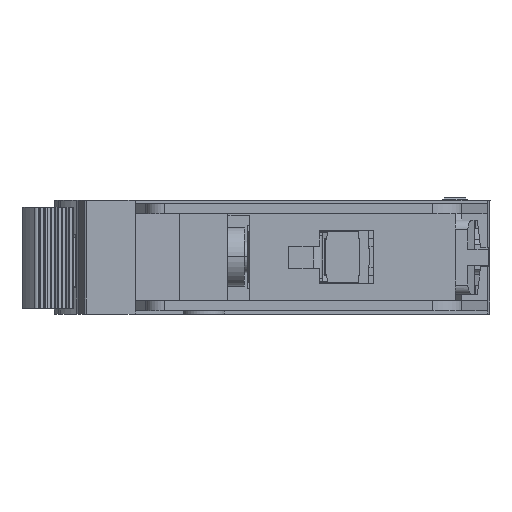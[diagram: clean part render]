
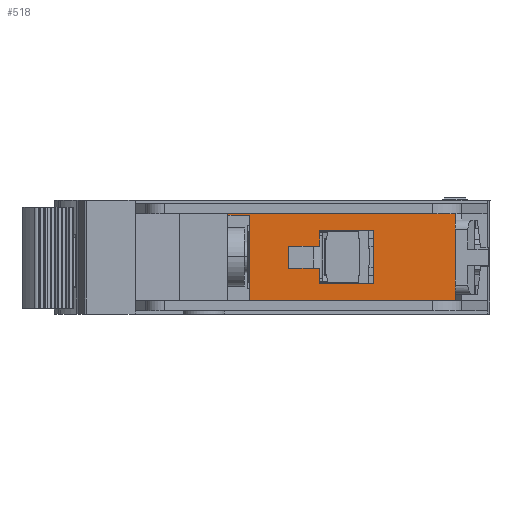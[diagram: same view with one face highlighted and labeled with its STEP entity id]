
A CAD part, front view. The second image highlights one B-rep face of the part: STEP entity #518.
In plain terms, the highlighted planar face has unit normal (0, -1, 0).
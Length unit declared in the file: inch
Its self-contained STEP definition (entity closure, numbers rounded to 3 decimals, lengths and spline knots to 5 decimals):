
#204 = ORIENTED_EDGE ( 'NONE', *, *, #28460, .F. ) ;
#518 = ADVANCED_FACE ( 'NONE', ( #12860, #35953 ), #7064, .T. ) ;
#767 = ORIENTED_EDGE ( 'NONE', *, *, #29237, .F. ) ;
#1418 = CARTESIAN_POINT ( 'NONE',  ( 1.22441, -1.59447, 0.17913 ) ) ;
#2204 = EDGE_CURVE ( 'NONE', #17047, #10484, #28922, .T. ) ;
#2207 = EDGE_CURVE ( 'NONE', #30804, #17047, #32125, .T. ) ;
#2531 = EDGE_LOOP ( 'NONE', ( #29198, #32948, #3890, #204, #22719, #20265, #15924, #30996 ) ) ;
#2582 = DIRECTION ( 'NONE',  ( 0., 0., 1. ) ) ;
#2610 = CARTESIAN_POINT ( 'NONE',  ( 0.69217, -1.59448, -4.2443 ) ) ;
#2931 = CARTESIAN_POINT ( 'NONE',  ( 0.29313, -1.59448, 0.07283 ) ) ;
#3379 = EDGE_LOOP ( 'NONE', ( #767, #16905, #31711, #6384, #32108, #9496, #11247, #6813 ) ) ;
#3595 = DIRECTION ( 'NONE',  ( 0., 0., 1. ) ) ;
#3890 = ORIENTED_EDGE ( 'NONE', *, *, #35839, .F. ) ;
#3955 = DIRECTION ( 'NONE',  ( 0., 0., -1. ) ) ;
#4023 = VERTEX_POINT ( 'NONE', #28217 ) ;
#4505 = VERTEX_POINT ( 'NONE', #26990 ) ;
#4983 = CARTESIAN_POINT ( 'NONE',  ( 1.73229, -1.59447, 0.61614 ) ) ;
#5398 = CARTESIAN_POINT ( 'NONE',  ( 0.88583, -1.59447, 0.17913 ) ) ;
#5965 = EDGE_CURVE ( 'NONE', #25359, #10669, #22340, .T. ) ;
#5980 = EDGE_CURVE ( 'NONE', #18182, #14434, #11065, .T. ) ;
#6014 = VERTEX_POINT ( 'NONE', #22872 ) ;
#6100 = DIRECTION ( 'NONE',  ( 1., 0., 0. ) ) ;
#6384 = ORIENTED_EDGE ( 'NONE', *, *, #32252, .F. ) ;
#6416 = CARTESIAN_POINT ( 'NONE',  ( 0.44884, -1.59448, 0.07283 ) ) ;
#6813 = ORIENTED_EDGE ( 'NONE', *, *, #13066, .F. ) ;
#6871 = DIRECTION ( 'NONE',  ( 0., -1., 0. ) ) ;
#6882 = DIRECTION ( 'NONE',  ( -1., 0., 0. ) ) ;
#7064 = PLANE ( 'NONE',  #11748 ) ;
#8624 = EDGE_CURVE ( 'NONE', #30430, #4023, #13560, .T. ) ;
#9496 = ORIENTED_EDGE ( 'NONE', *, *, #2204, .F. ) ;
#9990 = DIRECTION ( 'NONE',  ( 0., 0., -1. ) ) ;
#10344 = VERTEX_POINT ( 'NONE', #23641 ) ;
#10462 = CARTESIAN_POINT ( 'NONE',  ( 0.31498, -1.59448, 0.07283 ) ) ;
#10484 = VERTEX_POINT ( 'NONE', #29569 ) ;
#10669 = VERTEX_POINT ( 'NONE', #1418 ) ;
#10882 = CARTESIAN_POINT ( 'NONE',  ( 0.29313, -1.59448, 0.98361 ) ) ;
#11065 = LINE ( 'NONE', #10882, #32567 ) ;
#11243 = LINE ( 'NONE', #2610, #31613 ) ;
#11247 = ORIENTED_EDGE ( 'NONE', *, *, #2207, .F. ) ;
#11570 = CARTESIAN_POINT ( 'NONE',  ( 0.29313, -1.59448, 0.07283 ) ) ;
#11748 = AXIS2_PLACEMENT_3D ( 'NONE', #15494, #6871, #32770 ) ;
#12448 = CARTESIAN_POINT ( 'NONE',  ( -0.26376, -1.59449, 0.50984 ) ) ;
#12706 = LINE ( 'NONE', #18708, #21415 ) ;
#12860 = FACE_OUTER_BOUND ( 'NONE', #3379, .T. ) ;
#13066 = EDGE_CURVE ( 'NONE', #4505, #30804, #14380, .T. ) ;
#13560 = LINE ( 'NONE', #25018, #36635 ) ;
#13807 = VERTEX_POINT ( 'NONE', #23270 ) ;
#14053 = DIRECTION ( 'NONE',  ( 1., 0., 0. ) ) ;
#14380 = LINE ( 'NONE', #11570, #31627 ) ;
#14434 = VERTEX_POINT ( 'NONE', #35926 ) ;
#14845 = DIRECTION ( 'NONE',  ( -1., 0., 0. ) ) ;
#14874 = VECTOR ( 'NONE', #33986, 39.37008 ) ;
#14941 = EDGE_CURVE ( 'NONE', #6014, #10344, #25344, .T. ) ;
#15397 = VECTOR ( 'NONE', #6100, 39.37008 ) ;
#15494 = CARTESIAN_POINT ( 'NONE',  ( -0.26376, -1.59449, -4.24415 ) ) ;
#15899 = VECTOR ( 'NONE', #9990, 39.37008 ) ;
#15924 = ORIENTED_EDGE ( 'NONE', *, *, #14941, .F. ) ;
#16905 = ORIENTED_EDGE ( 'NONE', *, *, #29410, .F. ) ;
#17047 = VERTEX_POINT ( 'NONE', #20359 ) ;
#17568 = EDGE_CURVE ( 'NONE', #10344, #25359, #21074, .T. ) ;
#18182 = VERTEX_POINT ( 'NONE', #2931 ) ;
#18708 = CARTESIAN_POINT ( 'NONE',  ( 1.73229, -1.59447, 0. ) ) ;
#19282 = EDGE_CURVE ( 'NONE', #4023, #30501, #21145, .T. ) ;
#20265 = ORIENTED_EDGE ( 'NONE', *, *, #17568, .F. ) ;
#20283 = VECTOR ( 'NONE', #3595, 39.37008 ) ;
#20359 = CARTESIAN_POINT ( 'NONE',  ( 0.44884, -1.59448, 0.6063 ) ) ;
#21074 = LINE ( 'NONE', #32342, #15899 ) ;
#21145 = LINE ( 'NONE', #21327, #22228 ) ;
#21327 = CARTESIAN_POINT ( 'NONE',  ( -0.26376, -1.59449, 0.41339 ) ) ;
#21415 = VECTOR ( 'NONE', #30147, 39.37008 ) ;
#21755 = VECTOR ( 'NONE', #26903, 39.37008 ) ;
#22228 = VECTOR ( 'NONE', #6882, 39.37008 ) ;
#22340 = LINE ( 'NONE', #25145, #33777 ) ;
#22719 = ORIENTED_EDGE ( 'NONE', *, *, #5965, .F. ) ;
#22843 = DIRECTION ( 'NONE',  ( -1., 0., 0. ) ) ;
#22872 = CARTESIAN_POINT ( 'NONE',  ( 0.69291, -1.59448, 0.27559 ) ) ;
#23270 = CARTESIAN_POINT ( 'NONE',  ( 1.22443, -1.59447, 0.50984 ) ) ;
#23641 = CARTESIAN_POINT ( 'NONE',  ( 0.88583, -1.59447, 0.27559 ) ) ;
#23715 = LINE ( 'NONE', #12448, #21755 ) ;
#23895 = EDGE_CURVE ( 'NONE', #10484, #24405, #26859, .T. ) ;
#24112 = EDGE_CURVE ( 'NONE', #30501, #6014, #11243, .T. ) ;
#24205 = CARTESIAN_POINT ( 'NONE',  ( 0.88585, -1.59447, 0.50984 ) ) ;
#24405 = VERTEX_POINT ( 'NONE', #10462 ) ;
#24777 = CARTESIAN_POINT ( 'NONE',  ( -0.26376, -1.59449, 0.27559 ) ) ;
#25015 = VECTOR ( 'NONE', #28994, 39.37008 ) ;
#25018 = CARTESIAN_POINT ( 'NONE',  ( 0.88585, -1.59447, -4.24415 ) ) ;
#25145 = CARTESIAN_POINT ( 'NONE',  ( -0.26376, -1.59449, 0.17913 ) ) ;
#25344 = LINE ( 'NONE', #24777, #14874 ) ;
#25359 = VERTEX_POINT ( 'NONE', #5398 ) ;
#25665 = CARTESIAN_POINT ( 'NONE',  ( 1.22411, -1.59447, -4.24425 ) ) ;
#26130 = VECTOR ( 'NONE', #2582, 39.37008 ) ;
#26859 = LINE ( 'NONE', #29677, #33435 ) ;
#26894 = VECTOR ( 'NONE', #14845, 39.37008 ) ;
#26903 = DIRECTION ( 'NONE',  ( -1., 0., 0. ) ) ;
#26990 = CARTESIAN_POINT ( 'NONE',  ( 1.73229, -1.59447, 0.07283 ) ) ;
#26992 = VERTEX_POINT ( 'NONE', #4983 ) ;
#28217 = CARTESIAN_POINT ( 'NONE',  ( 0.88585, -1.59447, 0.41339 ) ) ;
#28460 = EDGE_CURVE ( 'NONE', #10669, #13807, #28845, .T. ) ;
#28845 = LINE ( 'NONE', #25665, #26130 ) ;
#28922 = LINE ( 'NONE', #34762, #26894 ) ;
#28994 = DIRECTION ( 'NONE',  ( -1., 0., 0. ) ) ;
#29198 = ORIENTED_EDGE ( 'NONE', *, *, #19282, .F. ) ;
#29237 = EDGE_CURVE ( 'NONE', #26992, #4505, #12706, .T. ) ;
#29410 = EDGE_CURVE ( 'NONE', #14434, #26992, #31993, .T. ) ;
#29569 = CARTESIAN_POINT ( 'NONE',  ( 0.31498, -1.59448, 0.6063 ) ) ;
#29677 = CARTESIAN_POINT ( 'NONE',  ( 0.31498, -1.59448, 0.6063 ) ) ;
#30147 = DIRECTION ( 'NONE',  ( 0., 0., -1. ) ) ;
#30430 = VERTEX_POINT ( 'NONE', #24205 ) ;
#30501 = VERTEX_POINT ( 'NONE', #33201 ) ;
#30804 = VERTEX_POINT ( 'NONE', #36122 ) ;
#30958 = DIRECTION ( 'NONE',  ( 0., 0., 1. ) ) ;
#30996 = ORIENTED_EDGE ( 'NONE', *, *, #24112, .F. ) ;
#31613 = VECTOR ( 'NONE', #34321, 39.37008 ) ;
#31627 = VECTOR ( 'NONE', #22843, 39.37008 ) ;
#31711 = ORIENTED_EDGE ( 'NONE', *, *, #5980, .F. ) ;
#31993 = LINE ( 'NONE', #32379, #15397 ) ;
#32108 = ORIENTED_EDGE ( 'NONE', *, *, #23895, .F. ) ;
#32125 = LINE ( 'NONE', #6416, #20283 ) ;
#32252 = EDGE_CURVE ( 'NONE', #24405, #18182, #34087, .T. ) ;
#32342 = CARTESIAN_POINT ( 'NONE',  ( 0.88583, -1.59447, -4.24415 ) ) ;
#32379 = CARTESIAN_POINT ( 'NONE',  ( 1.93055, -1.59446, 0.61614 ) ) ;
#32567 = VECTOR ( 'NONE', #30958, 39.37008 ) ;
#32770 = DIRECTION ( 'NONE',  ( 1., 0., 0. ) ) ;
#32948 = ORIENTED_EDGE ( 'NONE', *, *, #8624, .F. ) ;
#33201 = CARTESIAN_POINT ( 'NONE',  ( 0.69294, -1.59448, 0.41339 ) ) ;
#33435 = VECTOR ( 'NONE', #3955, 39.37008 ) ;
#33777 = VECTOR ( 'NONE', #14053, 39.37008 ) ;
#33986 = DIRECTION ( 'NONE',  ( 1., 0., 0. ) ) ;
#34087 = LINE ( 'NONE', #34822, #25015 ) ;
#34321 = DIRECTION ( 'NONE',  ( 0., 0., -1. ) ) ;
#34762 = CARTESIAN_POINT ( 'NONE',  ( 0.44884, -1.59448, 0.6063 ) ) ;
#34822 = CARTESIAN_POINT ( 'NONE',  ( 0.29313, -1.59448, 0.07283 ) ) ;
#35839 = EDGE_CURVE ( 'NONE', #13807, #30430, #23715, .T. ) ;
#35926 = CARTESIAN_POINT ( 'NONE',  ( 0.29313, -1.59448, 0.61614 ) ) ;
#35953 = FACE_BOUND ( 'NONE', #2531, .T. ) ;
#36122 = CARTESIAN_POINT ( 'NONE',  ( 0.44884, -1.59448, 0.07283 ) ) ;
#36475 = DIRECTION ( 'NONE',  ( 0., 0., -1. ) ) ;
#36635 = VECTOR ( 'NONE', #36475, 39.37008 ) ;
